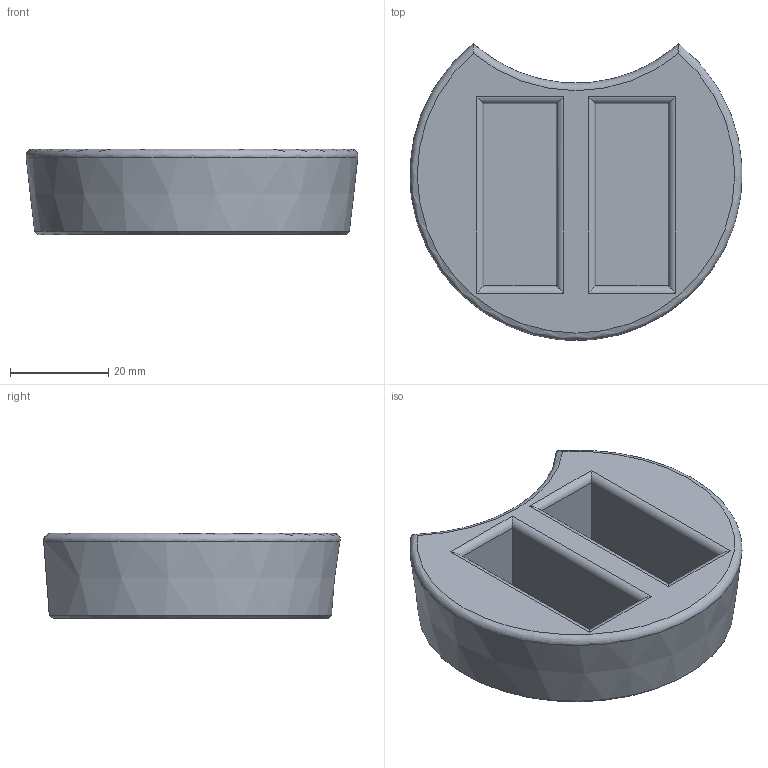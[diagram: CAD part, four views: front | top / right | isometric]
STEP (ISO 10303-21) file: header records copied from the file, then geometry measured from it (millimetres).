
FILE_DESCRIPTION(/* description */ (''),/* implementation_level */ '2;1');
FILE_NAME(/* name */ 'Tic tac holder v8.step',/* time_stamp */ '2022-02-08T16:40:27+01:00',/* author */ (''),/* organization */ (''),/* preprocessor_version */ 'ST-DEVELOPER v18.1',/* originating_system */ 'Autodesk Translation Framework v10.13.0.1454',/* authorisation */ '');
FILE_SCHEMA (('AUTOMOTIVE_DESIGN { 1 0 10303 214 3 1 1 }'));
Length unit declared in the file: millimetre
Products named in the file (1): Tic tac holder
Bounding box: 67.59 x 60.41 x 17.5 mm (x, y, z)
Volume: 35578 mm3; surface area: 12538.8 mm2
Topology: 1 solids, 1 shells, 26 faces, 58 edges, 36 vertices
Faces by surface type: plane 12, cylinder 9, cone 3, torus 2
Entity records: 788 total; most frequent: CARTESIAN_POINT 175, DIRECTION 118, ORIENTED_EDGE 116, EDGE_CURVE 58, AXIS2_PLACEMENT_3D 43, VERTEX_POINT 36, LINE 32, VECTOR 32
